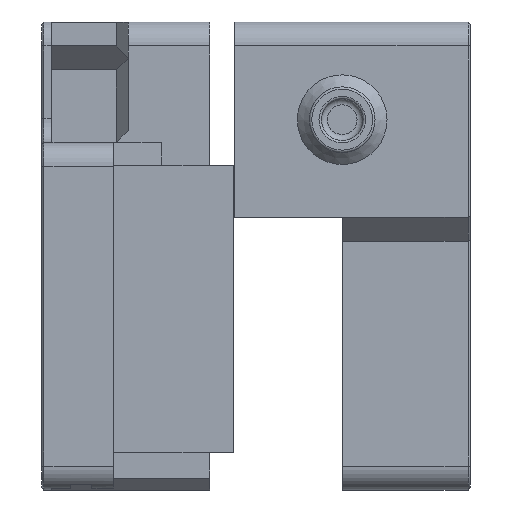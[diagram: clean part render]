
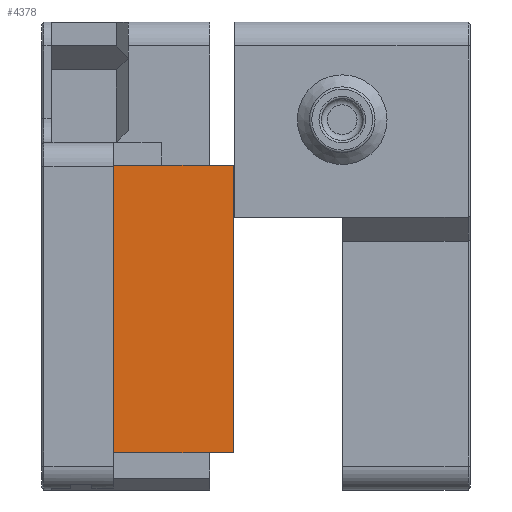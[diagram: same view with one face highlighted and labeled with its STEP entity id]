
A CAD part, left-side view. The second image highlights one B-rep face of the part: STEP entity #4378.
In plain terms, the highlighted planar face has unit normal (-1, 0, 0).
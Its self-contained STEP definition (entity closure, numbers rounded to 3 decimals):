
#189=FACE_OUTER_BOUND('',#442,.T.);
#442=EDGE_LOOP('',(#2874,#2875,#2876,#2877));
#715=LINE('',#6262,#1267);
#716=LINE('',#6264,#1268);
#717=LINE('',#6266,#1269);
#718=LINE('',#6267,#1270);
#1267=VECTOR('',#5005,10.);
#1268=VECTOR('',#5006,10.);
#1269=VECTOR('',#5007,10.);
#1270=VECTOR('',#5008,10.);
#1819=VERTEX_POINT('',#6260);
#1820=VERTEX_POINT('',#6261);
#1821=VERTEX_POINT('',#6263);
#1822=VERTEX_POINT('',#6265);
#2225=EDGE_CURVE('',#1819,#1820,#715,.T.);
#2226=EDGE_CURVE('',#1819,#1821,#716,.T.);
#2227=EDGE_CURVE('',#1822,#1821,#717,.T.);
#2228=EDGE_CURVE('',#1820,#1822,#718,.T.);
#2874=ORIENTED_EDGE('',*,*,#2225,.F.);
#2875=ORIENTED_EDGE('',*,*,#2226,.T.);
#2876=ORIENTED_EDGE('',*,*,#2227,.F.);
#2877=ORIENTED_EDGE('',*,*,#2228,.F.);
#4172=PLANE('',#4648);
#4378=ADVANCED_FACE('',(#189),#4172,.T.);
#4648=AXIS2_PLACEMENT_3D('',#6259,#5003,#5004);
#5003=DIRECTION('center_axis',(-1.,0.,0.));
#5004=DIRECTION('ref_axis',(0.,-1.,0.));
#5005=DIRECTION('',(0.,1.,0.));
#5006=DIRECTION('',(0.,0.,1.));
#5007=DIRECTION('',(0.,-1.,0.));
#5008=DIRECTION('',(0.,0.,1.));
#6259=CARTESIAN_POINT('Origin',(0.5,24.5,1.6));
#6260=CARTESIAN_POINT('',(0.5,0.5,1.6));
#6261=CARTESIAN_POINT('',(0.5,24.5,1.6));
#6262=CARTESIAN_POINT('',(0.5,18.5,1.6));
#6263=CARTESIAN_POINT('',(0.5,0.5,13.6));
#6264=CARTESIAN_POINT('',(0.5,0.5,1.6));
#6265=CARTESIAN_POINT('',(0.5,24.5,13.6));
#6266=CARTESIAN_POINT('',(0.5,0.5,13.6));
#6267=CARTESIAN_POINT('',(0.5,24.5,1.6));
